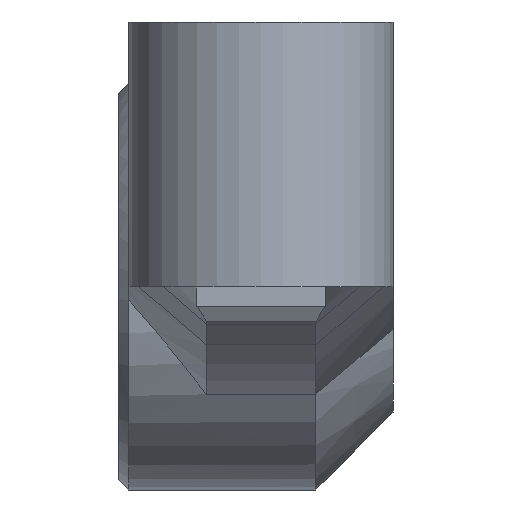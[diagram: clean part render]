
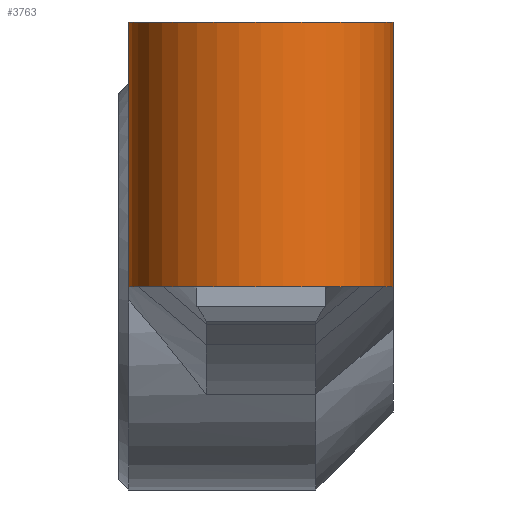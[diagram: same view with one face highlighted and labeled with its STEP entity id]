
A CAD part, left-side view. The second image highlights one B-rep face of the part: STEP entity #3763.
In plain terms, the highlighted cylindrical face has radius 13 mm (diameter 26 mm), a partial arc.
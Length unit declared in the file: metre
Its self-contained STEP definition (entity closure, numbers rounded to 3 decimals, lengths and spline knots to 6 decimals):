
#59=ELLIPSE('',#3986,0.018385,0.013);
#60=ELLIPSE('',#4038,0.018385,0.013);
#61=ELLIPSE('',#4043,0.018385,0.013);
#62=ELLIPSE('',#4045,0.018385,0.013);
#250=LINE('',#5635,#620);
#260=LINE('',#5672,#630);
#620=VECTOR('',#4473,1.);
#630=VECTOR('',#4503,1.);
#994=CIRCLE('',#4035,0.013);
#996=CIRCLE('',#4040,0.013);
#1292=ORIENTED_EDGE('',*,*,#2310,.F.);
#1293=ORIENTED_EDGE('',*,*,#2274,.T.);
#1294=ORIENTED_EDGE('',*,*,#2362,.T.);
#1295=ORIENTED_EDGE('',*,*,#2366,.T.);
#1296=ORIENTED_EDGE('',*,*,#2329,.F.);
#1297=ORIENTED_EDGE('',*,*,#2367,.T.);
#1298=ORIENTED_EDGE('',*,*,#2356,.F.);
#1299=ORIENTED_EDGE('',*,*,#2359,.T.);
#2274=EDGE_CURVE('',#2841,#2840,#59,.T.);
#2310=EDGE_CURVE('',#2841,#2866,#250,.T.);
#2329=EDGE_CURVE('',#2882,#2883,#260,.T.);
#2356=EDGE_CURVE('',#2897,#2898,#994,.T.);
#2359=EDGE_CURVE('',#2897,#2866,#60,.T.);
#2362=EDGE_CURVE('',#2840,#2901,#996,.T.);
#2366=EDGE_CURVE('',#2901,#2883,#61,.T.);
#2367=EDGE_CURVE('',#2882,#2898,#62,.T.);
#2840=VERTEX_POINT('',#5545);
#2841=VERTEX_POINT('',#5547);
#2866=VERTEX_POINT('',#5636);
#2882=VERTEX_POINT('',#5671);
#2883=VERTEX_POINT('',#5673);
#2897=VERTEX_POINT('',#5730);
#2898=VERTEX_POINT('',#5732);
#2901=VERTEX_POINT('',#5742);
#3248=EDGE_LOOP('',(#1292,#1293,#1294,#1295,#1296,#1297,#1298,#1299));
#3490=FACE_BOUND('',#3248,.T.);
#3699=CYLINDRICAL_SURFACE('',#4046,0.013);
#3763=ADVANCED_FACE('',(#3490),#3699,.T.);
#3986=AXIS2_PLACEMENT_3D('',#5546,#4409,#4410);
#4035=AXIS2_PLACEMENT_3D('',#5731,#4554,#4555);
#4038=AXIS2_PLACEMENT_3D('',#5737,#4561,#4562);
#4040=AXIS2_PLACEMENT_3D('',#5743,#4567,#4568);
#4043=AXIS2_PLACEMENT_3D('',#5750,#4575,#4576);
#4045=AXIS2_PLACEMENT_3D('',#5752,#4579,#4580);
#4046=AXIS2_PLACEMENT_3D('',#5753,#4581,#4582);
#4409=DIRECTION('',(0.,0.707,-0.707));
#4410=DIRECTION('',(0.,0.707,0.707));
#4473=DIRECTION('',(0.,0.,1.));
#4503=DIRECTION('',(0.,0.,-1.));
#4554=DIRECTION('',(0.,0.,1.));
#4555=DIRECTION('',(1.,0.,0.));
#4561=DIRECTION('',(0.,0.707,0.707));
#4562=DIRECTION('',(0.,-0.707,0.707));
#4567=DIRECTION('',(0.,0.,1.));
#4568=DIRECTION('',(1.,0.,0.));
#4575=DIRECTION('',(0.,-0.707,-0.707));
#4576=DIRECTION('',(0.,-0.707,0.707));
#4579=DIRECTION('',(0.,-0.707,0.707));
#4580=DIRECTION('',(0.,0.707,0.707));
#4581=DIRECTION('',(0.,0.,1.));
#4582=DIRECTION('',(1.,0.,0.));
#5545=CARTESIAN_POINT('',(0.011832,0.005385,0.067));
#5546=CARTESIAN_POINT('',(0.,0.,0.061615));
#5547=CARTESIAN_POINT('',(0.,0.013,0.074615));
#5635=CARTESIAN_POINT('',(0.,0.013,0.08));
#5636=CARTESIAN_POINT('',(0.,0.013,0.085385));
#5671=CARTESIAN_POINT('',(0.,-0.013,0.085385));
#5672=CARTESIAN_POINT('',(0.,-0.013,0.08));
#5673=CARTESIAN_POINT('',(0.,-0.013,0.074615));
#5730=CARTESIAN_POINT('',(0.011832,0.005385,0.093));
#5731=CARTESIAN_POINT('',(0.,0.,0.093));
#5732=CARTESIAN_POINT('',(0.011832,-0.005385,0.093));
#5737=CARTESIAN_POINT('',(0.,0.,0.098385));
#5742=CARTESIAN_POINT('',(0.011832,-0.005385,0.067));
#5743=CARTESIAN_POINT('',(0.,0.,0.067));
#5750=CARTESIAN_POINT('',(0.,0.,0.061615));
#5752=CARTESIAN_POINT('',(0.,0.,0.098385));
#5753=CARTESIAN_POINT('',(0.,0.,0.067));
